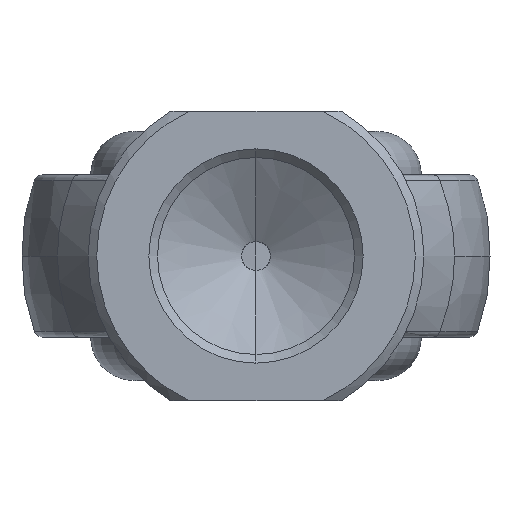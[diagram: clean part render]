
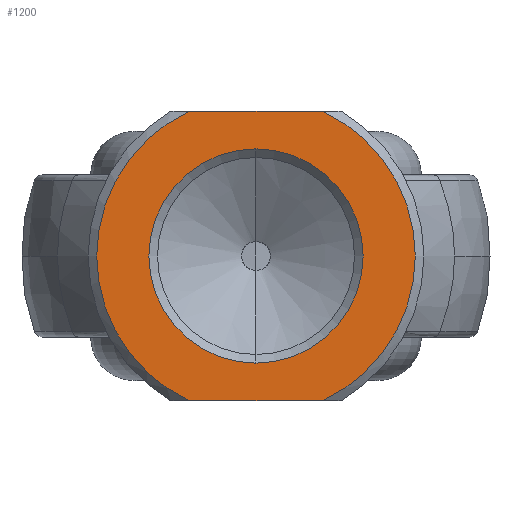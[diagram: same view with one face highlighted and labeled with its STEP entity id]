
A CAD part, left-side view. The second image highlights one B-rep face of the part: STEP entity #1200.
In plain terms, the highlighted planar face has unit normal (-1, 0, 0).
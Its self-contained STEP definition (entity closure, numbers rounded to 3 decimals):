
#11 = ORIENTED_EDGE ( 'NONE', *, *, #1089, .F. ) ;
#35 = ORIENTED_EDGE ( 'NONE', *, *, #1155, .F. ) ;
#41 = ORIENTED_EDGE ( 'NONE', *, *, #950, .T. ) ;
#42 = ORIENTED_EDGE ( 'NONE', *, *, #954, .T. ) ;
#59 = ORIENTED_EDGE ( 'NONE', *, *, #944, .T. ) ;
#82 = ORIENTED_EDGE ( 'NONE', *, *, #989, .T. ) ;
#111 = CARTESIAN_POINT ( 'NONE',  ( 0., 0., 0. ) ) ;
#117 = DIRECTION ( 'NONE',  ( 1., 0., 0. ) ) ;
#118 = DIRECTION ( 'NONE',  ( 0., 0., -1. ) ) ;
#280 = CARTESIAN_POINT ( 'NONE',  ( 0., 0., 0. ) ) ;
#284 = CARTESIAN_POINT ( 'NONE',  ( 0., 0., 0. ) ) ;
#285 = DIRECTION ( 'NONE',  ( 1., 0., 0. ) ) ;
#286 = DIRECTION ( 'NONE',  ( 0., 0., -1. ) ) ;
#291 = CARTESIAN_POINT ( 'NONE',  ( 0., 0., 0. ) ) ;
#292 = DIRECTION ( 'NONE',  ( -1., 0., 0. ) ) ;
#293 = DIRECTION ( 'NONE',  ( 0., 0., -1. ) ) ;
#301 = DIRECTION ( 'NONE',  ( -1., 0., 0. ) ) ;
#302 = DIRECTION ( 'NONE',  ( 0., 0., -1. ) ) ;
#450 = LINE ( 'NONE', #1440, #538 ) ;
#531 = CIRCLE ( 'NONE', #1093, 18.5 ) ;
#538 = VECTOR ( 'NONE', #1441, 1000. ) ;
#554 = LINE ( 'NONE', #1414, #639 ) ;
#600 = FACE_OUTER_BOUND ( 'NONE', #712, .T. ) ;
#607 = FACE_BOUND ( 'NONE', #736, .T. ) ;
#639 = VECTOR ( 'NONE', #1415, 1000. ) ;
#673 = CIRCLE ( 'NONE', #1053, 18.5 ) ;
#685 = CIRCLE ( 'NONE', #1126, 27.5 ) ;
#695 = CIRCLE ( 'NONE', #910, 27.5 ) ;
#712 = EDGE_LOOP ( 'NONE', ( #35, #42, #11, #41 ) ) ;
#736 = EDGE_LOOP ( 'NONE', ( #82, #59 ) ) ;
#910 = AXIS2_PLACEMENT_3D ( 'NONE', #284, #292, #293 ) ;
#944 = EDGE_CURVE ( 'NONE', #1299, #1261, #673, .T. ) ;
#950 = EDGE_CURVE ( 'NONE', #1313, #1247, #695, .T. ) ;
#954 = EDGE_CURVE ( 'NONE', #1282, #1270, #685, .T. ) ;
#989 = EDGE_CURVE ( 'NONE', #1261, #1299, #531, .T. ) ;
#1053 = AXIS2_PLACEMENT_3D ( 'NONE', #280, #285, #286 ) ;
#1089 = EDGE_CURVE ( 'NONE', #1313, #1270, #554, .T. ) ;
#1093 = AXIS2_PLACEMENT_3D ( 'NONE', #111, #117, #118 ) ;
#1113 = AXIS2_PLACEMENT_3D ( 'NONE', #1550, #1552, #1553 ) ;
#1126 = AXIS2_PLACEMENT_3D ( 'NONE', #291, #301, #302 ) ;
#1155 = EDGE_CURVE ( 'NONE', #1282, #1247, #450, .T. ) ;
#1200 = ADVANCED_FACE ( 'NONE', ( #607, #600 ), #1551, .F. ) ;
#1247 = VERTEX_POINT ( 'NONE', #1834 ) ;
#1261 = VERTEX_POINT ( 'NONE', #1841 ) ;
#1270 = VERTEX_POINT ( 'NONE', #1850 ) ;
#1282 = VERTEX_POINT ( 'NONE', #1861 ) ;
#1299 = VERTEX_POINT ( 'NONE', #1878 ) ;
#1313 = VERTEX_POINT ( 'NONE', #1892 ) ;
#1414 = CARTESIAN_POINT ( 'NONE',  ( 0., 14.697, 25. ) ) ;
#1415 = DIRECTION ( 'NONE',  ( 0., -1., 0. ) ) ;
#1440 = CARTESIAN_POINT ( 'NONE',  ( 0., 14.697, -25. ) ) ;
#1441 = DIRECTION ( 'NONE',  ( 0., 1., 0. ) ) ;
#1550 = CARTESIAN_POINT ( 'NONE',  ( 0., 17., 0. ) ) ;
#1551 = PLANE ( 'NONE',  #1113 ) ;
#1552 = DIRECTION ( 'NONE',  ( 1., 0., 0. ) ) ;
#1553 = DIRECTION ( 'NONE',  ( 0., 0., -1. ) ) ;
#1834 = CARTESIAN_POINT ( 'NONE',  ( 0., 11.456, -25. ) ) ;
#1841 = CARTESIAN_POINT ( 'NONE',  ( 0., 0., 18.5 ) ) ;
#1850 = CARTESIAN_POINT ( 'NONE',  ( 0., -11.456, 25. ) ) ;
#1861 = CARTESIAN_POINT ( 'NONE',  ( 0., -11.456, -25. ) ) ;
#1878 = CARTESIAN_POINT ( 'NONE',  ( 0., 0., -18.5 ) ) ;
#1892 = CARTESIAN_POINT ( 'NONE',  ( 0., 11.456, 25. ) ) ;
